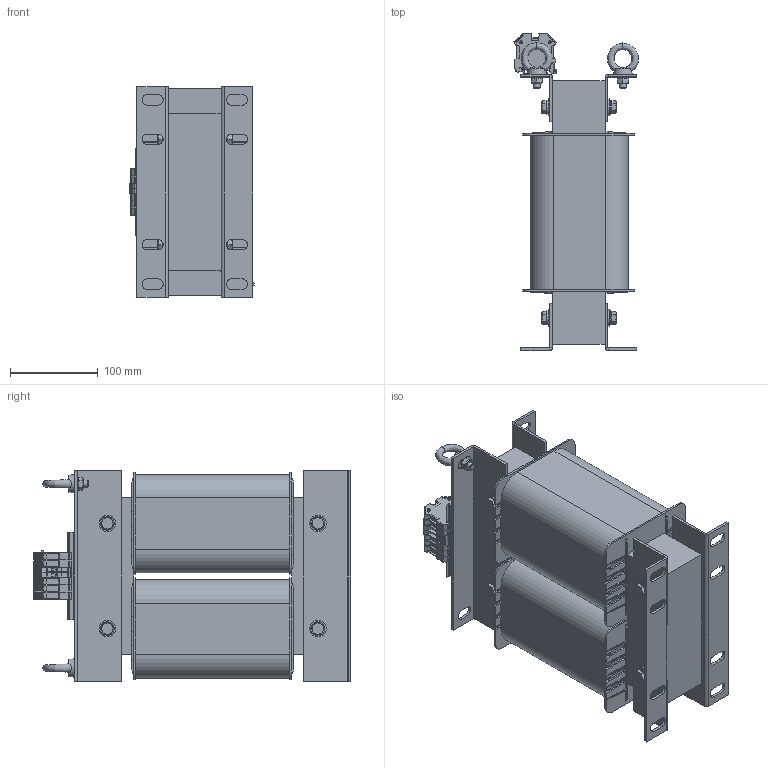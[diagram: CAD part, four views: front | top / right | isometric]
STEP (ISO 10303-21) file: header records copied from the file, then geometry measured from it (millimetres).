
FILE_DESCRIPTION(/* description */ (''),/* implementation_level */ '2;1');
FILE_NAME(/* name */ 'TD002633220.stp',/* time_stamp */ '2024-01-22T09:07:15+01:00',/* author */ ('velazquez'),/* organization */ (''),/* preprocessor_version */ 'ST-DEVELOPER v19.2',/* originating_system */ 'Autodesk Inventor 2023',/* authorisation */ '');
FILE_SCHEMA (('AUTOMOTIVE_DESIGN { 1 0 10303 214 3 1 1 }'));
Length unit declared in the file: millimetre
Products named in the file (14): TD002633220; UI 180_60_BOBINADO; UI300 x 180 - 60 (Rc60); RC 60 UI INFERIOR; RC 60 UI SUPERIOR; centrador M8; DIN 125 - A 8,4; DIN 933 - M8  x 80; carril 4 agujeros; FICHA 10; FICHA 10 AM_VE; Bolt GB 825 B M8; DIN 934 - M8; FICHA 4
Assembly tree (43 placements, depth 2):
  TD002633220
    UI 180_60_BOBINADO  x2
    UI300 x 180 - 60 (Rc60)
    RC 60 UI INFERIOR  x2
    RC 60 UI SUPERIOR  x2
    centrador M8  x8
    DIN 125 - A 8,4  x8
    DIN 933 - M8  x 80  x4
    DIN 934 - M8  x6
    carril 4 agujeros
    FICHA 10  x4
    FICHA 10 AM_VE
    Bolt GB 825 B M8  x2
    FICHA 4  x2
Bounding box: 141.77 x 362.05 x 240 mm (x, y, z)
Volume: 5876975.6 mm3; surface area: 905897.2 mm2
Topology: 43 solids, 49 shells, 2813 faces, 7569 edges, 4925 vertices
Faces by surface type: plane 2000, cylinder 635, cone 112, torus 58, bspline 4, sphere 4
Full cylindrical faces by diameter (mm): 2.4 x14, 2.5 x14, 2.75 x14, 2.95 x4, 4.3 x4, 5.7 x10, 5.82 x2, 6.647 x6, 7.323 x4, 8 x14, 8.4 x8, 9.6 x8, 11.4 x4, 13 x12, 16 x8, 19 x8
Entity records: 40372 total; most frequent: CARTESIAN_POINT 7248, ORIENTED_EDGE 6654, DIRECTION 6506, EDGE_CURVE 3327, LINE 2632, VECTOR 2632, VERTEX_POINT 2164, AXIS2_PLACEMENT_3D 1937
